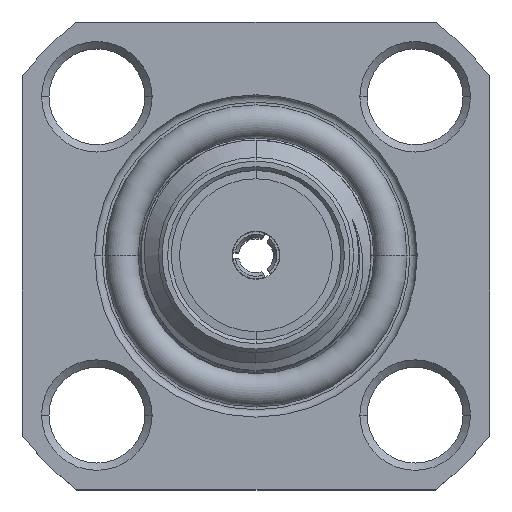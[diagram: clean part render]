
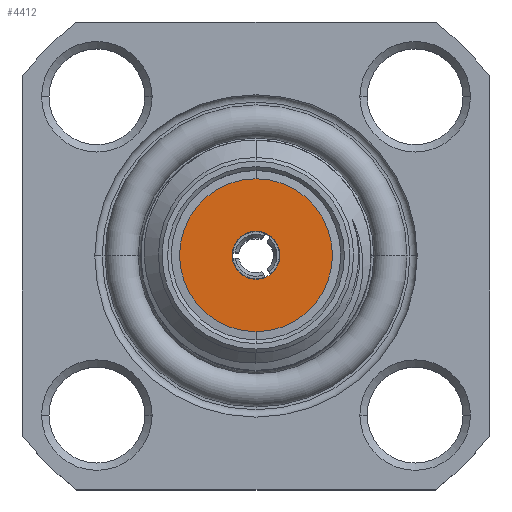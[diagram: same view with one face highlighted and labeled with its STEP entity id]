
A CAD part, top view. The second image highlights one B-rep face of the part: STEP entity #4412.
In plain terms, the highlighted planar face has unit normal (0, 0, 1).
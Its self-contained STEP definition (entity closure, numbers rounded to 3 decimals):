
#146 = FACE_BOUND ( 'NONE', #2407, .T. ) ;
#494 = AXIS2_PLACEMENT_3D ( 'NONE', #2365, #1532, #2881 ) ;
#842 = AXIS2_PLACEMENT_3D ( 'NONE', #4915, #4006, #1425 ) ;
#1289 = DIRECTION ( 'NONE',  ( -1., 0., 0. ) ) ;
#1399 = DIRECTION ( 'NONE',  ( 0., 0., -1. ) ) ;
#1425 = DIRECTION ( 'NONE',  ( 1., 0., 0. ) ) ;
#1532 = DIRECTION ( 'NONE',  ( 0., 0., -1. ) ) ;
#1562 = CIRCLE ( 'NONE', #4885, 2.075 ) ;
#1793 = PLANE ( 'NONE',  #842 ) ;
#1861 = EDGE_CURVE ( 'NONE', #4952, #4788, #3609, .T. ) ;
#2051 = DIRECTION ( 'NONE',  ( -1., 0., 0. ) ) ;
#2077 = CARTESIAN_POINT ( 'NONE',  ( 0., 0., 20.27 ) ) ;
#2215 = DIRECTION ( 'NONE',  ( -1., 0., 0. ) ) ;
#2285 = ORIENTED_EDGE ( 'NONE', *, *, #4863, .T. ) ;
#2365 = CARTESIAN_POINT ( 'NONE',  ( 0., 0., 20.27 ) ) ;
#2407 = EDGE_LOOP ( 'NONE', ( #4120, #2285 ) ) ;
#2447 = EDGE_CURVE ( 'NONE', #4411, #3498, #1562, .T. ) ;
#2506 = DIRECTION ( 'NONE',  ( 0., 0., -1. ) ) ;
#2677 = CARTESIAN_POINT ( 'NONE',  ( 0., 0., 20.27 ) ) ;
#2715 = FACE_OUTER_BOUND ( 'NONE', #4309, .T. ) ;
#2881 = DIRECTION ( 'NONE',  ( -1., 0., 0. ) ) ;
#2979 = DIRECTION ( 'NONE',  ( 0., 0., -1. ) ) ;
#3007 = AXIS2_PLACEMENT_3D ( 'NONE', #4705, #2979, #2051 ) ;
#3076 = CARTESIAN_POINT ( 'NONE',  ( -0.65, 0., 20.27 ) ) ;
#3442 = ORIENTED_EDGE ( 'NONE', *, *, #3484, .F. ) ;
#3484 = EDGE_CURVE ( 'NONE', #3498, #4411, #4018, .T. ) ;
#3498 = VERTEX_POINT ( 'NONE', #5632 ) ;
#3609 = CIRCLE ( 'NONE', #494, 0.65 ) ;
#3624 = ORIENTED_EDGE ( 'NONE', *, *, #2447, .F. ) ;
#4006 = DIRECTION ( 'NONE',  ( 0., 0., 1. ) ) ;
#4018 = CIRCLE ( 'NONE', #3007, 2.075 ) ;
#4088 = CARTESIAN_POINT ( 'NONE',  ( 2.075, 0., 20.27 ) ) ;
#4120 = ORIENTED_EDGE ( 'NONE', *, *, #1861, .T. ) ;
#4309 = EDGE_LOOP ( 'NONE', ( #3442, #3624 ) ) ;
#4411 = VERTEX_POINT ( 'NONE', #4088 ) ;
#4412 = ADVANCED_FACE ( 'NONE', ( #146, #2715 ), #1793, .T. ) ;
#4705 = CARTESIAN_POINT ( 'NONE',  ( 0., 0., 20.27 ) ) ;
#4725 = CARTESIAN_POINT ( 'NONE',  ( 0.65, 0., 20.27 ) ) ;
#4788 = VERTEX_POINT ( 'NONE', #4725 ) ;
#4836 = AXIS2_PLACEMENT_3D ( 'NONE', #2677, #1399, #2215 ) ;
#4863 = EDGE_CURVE ( 'NONE', #4788, #4952, #4933, .T. ) ;
#4885 = AXIS2_PLACEMENT_3D ( 'NONE', #2077, #2506, #1289 ) ;
#4915 = CARTESIAN_POINT ( 'NONE',  ( 0., 0.65, 20.27 ) ) ;
#4933 = CIRCLE ( 'NONE', #4836, 0.65 ) ;
#4952 = VERTEX_POINT ( 'NONE', #3076 ) ;
#5632 = CARTESIAN_POINT ( 'NONE',  ( -2.075, 0., 20.27 ) ) ;
